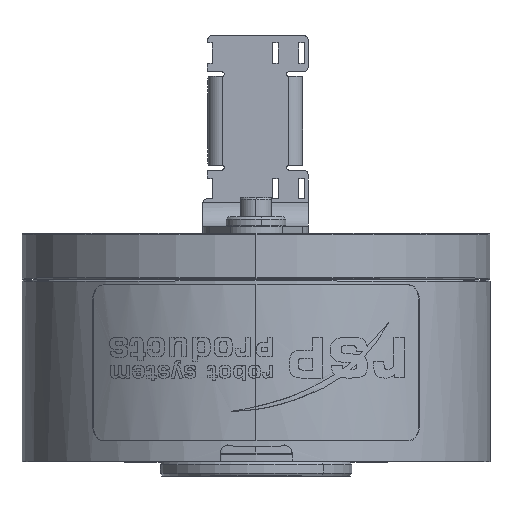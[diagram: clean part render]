
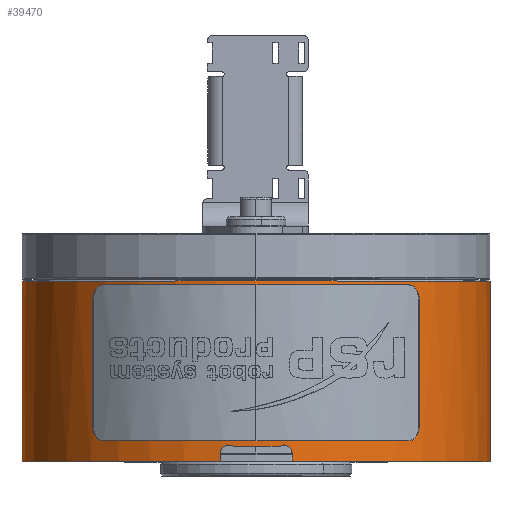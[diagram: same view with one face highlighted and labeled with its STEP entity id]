
A CAD part, top view. The second image highlights one B-rep face of the part: STEP entity #39470.
In plain terms, the highlighted cylindrical face has radius 97.5 mm (diameter 195 mm), a partial arc.
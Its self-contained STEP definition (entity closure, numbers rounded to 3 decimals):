
#118 = ORIENTED_EDGE ( 'NONE', *, *, #17828, .T. ) ;
#475 = DIRECTION ( 'NONE',  ( 1., 0., 0. ) ) ;
#2504 = DIRECTION ( 'NONE',  ( 0., 1., 0. ) ) ;
#2701 = CARTESIAN_POINT ( 'NONE',  ( -97.5, 81.55, 0. ) ) ;
#3490 = ORIENTED_EDGE ( 'NONE', *, *, #26636, .F. ) ;
#3514 = LINE ( 'NONE', #2701, #26537 ) ;
#4928 = FACE_OUTER_BOUND ( 'NONE', #36539, .T. ) ;
#5000 = CARTESIAN_POINT ( 'NONE',  ( -4.02, 11.807, 97.748 ) ) ;
#5683 = VECTOR ( 'NONE', #10595, 1000. ) ;
#6652 = CARTESIAN_POINT ( 'NONE',  ( -13.909, 11.744, 96.503 ) ) ;
#6955 = CARTESIAN_POINT ( 'NONE',  ( -14.937, 9.981, 96.349 ) ) ;
#6973 = CARTESIAN_POINT ( 'NONE',  ( 0., 81.05, 0. ) ) ;
#7340 = CIRCLE ( 'NONE', #20791, 97.5 ) ;
#7405 = DIRECTION ( 'NONE',  ( 0., 1., 0. ) ) ;
#8145 = ORIENTED_EDGE ( 'NONE', *, *, #30024, .F. ) ;
#8799 = CARTESIAN_POINT ( 'NONE',  ( 97.5, 5.95, 0. ) ) ;
#9052 = VERTEX_POINT ( 'NONE', #15229 ) ;
#9421 = VERTEX_POINT ( 'NONE', #29123 ) ;
#9964 = CARTESIAN_POINT ( 'NONE',  ( 14.056, 11.607, 96.482 ) ) ;
#9991 = DIRECTION ( 'NONE',  ( 1., 0., 0. ) ) ;
#10429 = CARTESIAN_POINT ( 'NONE',  ( -14.469, 11.131, 96.421 ) ) ;
#10595 = DIRECTION ( 'NONE',  ( 0., -1., 0. ) ) ;
#11012 = ORIENTED_EDGE ( 'NONE', *, *, #28994, .T. ) ;
#11936 = EDGE_CURVE ( 'NONE', #24918, #18246, #15701, .T. ) ;
#12232 = LINE ( 'NONE', #40911, #31256 ) ;
#12243 = CARTESIAN_POINT ( 'NONE',  ( 4.02, 11.807, 97.748 ) ) ;
#14014 = CARTESIAN_POINT ( 'NONE',  ( 12., 12.378, 96.759 ) ) ;
#14188 = CARTESIAN_POINT ( 'NONE',  ( -12.417, 12.383, 96.706 ) ) ;
#14648 = LINE ( 'NONE', #35327, #5683 ) ;
#14725 = CARTESIAN_POINT ( 'NONE',  ( 15., 9.156, 96.339 ) ) ;
#15229 = CARTESIAN_POINT ( 'NONE',  ( 97.5, 81.05, 0. ) ) ;
#15701 =( BOUNDED_CURVE ( )  B_SPLINE_CURVE ( 3, ( #33980, #5000, #12243, #44687 ),
 .UNSPECIFIED., .F., .F. ) 
 B_SPLINE_CURVE_WITH_KNOTS ( ( 4, 4 ),
 ( 6.16, 6.407 ),
 .UNSPECIFIED. ) 
 CURVE ( )  GEOMETRIC_REPRESENTATION_ITEM ( )  RATIONAL_B_SPLINE_CURVE ( ( 1., 0.995, 0.995, 1. ) ) 
 REPRESENTATION_ITEM ( '' )  );
#15770 = EDGE_CURVE ( 'NONE', #9052, #26095, #7340, .T. ) ;
#16637 = VECTOR ( 'NONE', #35540, 1000. ) ;
#17248 = CARTESIAN_POINT ( 'NONE',  ( 0., 5.95, 0. ) ) ;
#17298 = CARTESIAN_POINT ( 'NONE',  ( 14.447, 11.124, 96.424 ) ) ;
#17373 = CARTESIAN_POINT ( 'NONE',  ( -97.5, 81.05, 0. ) ) ;
#17466 = CARTESIAN_POINT ( 'NONE',  ( -14.667, 10.772, 96.391 ) ) ;
#17518 = CARTESIAN_POINT ( 'NONE',  ( 15., 81.55, 96.339 ) ) ;
#17613 = CARTESIAN_POINT ( 'NONE',  ( -13.02, 12.256, 96.627 ) ) ;
#17774 = CARTESIAN_POINT ( 'NONE',  ( -12.208, 12.393, 96.733 ) ) ;
#17828 = EDGE_CURVE ( 'NONE', #45715, #24918, #41179, .T. ) ;
#18246 = VERTEX_POINT ( 'NONE', #46401 ) ;
#19385 = VERTEX_POINT ( 'NONE', #14725 ) ;
#20347 = EDGE_CURVE ( 'NONE', #9421, #43704, #46031, .T. ) ;
#20791 = AXIS2_PLACEMENT_3D ( 'NONE', #6973, #28093, #9991 ) ;
#20887 = CARTESIAN_POINT ( 'NONE',  ( 14.734, 10.575, 96.38 ) ) ;
#21035 = CARTESIAN_POINT ( 'NONE',  ( 14.327, 11.295, 96.442 ) ) ;
#22915 = ORIENTED_EDGE ( 'NONE', *, *, #40437, .T. ) ;
#23646 = CARTESIAN_POINT ( 'NONE',  ( -15., 9.156, 96.339 ) ) ;
#23822 = DIRECTION ( 'NONE',  ( 1., 0., 0. ) ) ;
#24432 = ORIENTED_EDGE ( 'NONE', *, *, #42672, .T. ) ;
#24475 = CARTESIAN_POINT ( 'NONE',  ( 15., 9.365, 96.339 ) ) ;
#24620 = CARTESIAN_POINT ( 'NONE',  ( 14.65, 10.765, 96.393 ) ) ;
#24634 = CARTESIAN_POINT ( 'NONE',  ( -12., 12.378, 96.759 ) ) ;
#24918 = VERTEX_POINT ( 'NONE', #33787 ) ;
#25275 = AXIS2_PLACEMENT_3D ( 'NONE', #35652, #46167, #32006 ) ;
#26095 = VERTEX_POINT ( 'NONE', #17373 ) ;
#26120 = LINE ( 'NONE', #17518, #16637 ) ;
#26537 = VECTOR ( 'NONE', #45850, 1000. ) ;
#26553 = VERTEX_POINT ( 'NONE', #46018 ) ;
#26587 = DIRECTION ( 'NONE',  ( 0., -1., 0. ) ) ;
#26636 = EDGE_CURVE ( 'NONE', #9052, #43704, #14648, .T. ) ;
#27712 = ORIENTED_EDGE ( 'NONE', *, *, #11936, .T. ) ;
#27771 = CARTESIAN_POINT ( 'NONE',  ( 14.918, 9.981, 96.352 ) ) ;
#27929 = CARTESIAN_POINT ( 'NONE',  ( -13.581, 11.988, 96.55 ) ) ;
#28093 = DIRECTION ( 'NONE',  ( 0., -1., 0. ) ) ;
#28994 = EDGE_CURVE ( 'NONE', #26553, #40758, #43112, .T. ) ;
#29123 = CARTESIAN_POINT ( 'NONE',  ( 15., 5.95, 96.339 ) ) ;
#29323 = CARTESIAN_POINT ( 'NONE',  ( 0., 5.95, 0. ) ) ;
#30024 = EDGE_CURVE ( 'NONE', #45715, #40758, #12232, .T. ) ;
#31256 = VECTOR ( 'NONE', #26587, 1000. ) ;
#31271 = CYLINDRICAL_SURFACE ( 'NONE', #25275, 97.5 ) ;
#31374 = CARTESIAN_POINT ( 'NONE',  ( 13.906, 11.747, 96.503 ) ) ;
#31822 = CARTESIAN_POINT ( 'NONE',  ( 12.816, 12.316, 96.654 ) ) ;
#31976 = CARTESIAN_POINT ( 'NONE',  ( 15., 9.156, 96.339 ) ) ;
#32006 = DIRECTION ( 'NONE',  ( -1., 0., 0. ) ) ;
#32851 = AXIS2_PLACEMENT_3D ( 'NONE', #29323, #7405, #475 ) ;
#33767 = CARTESIAN_POINT ( 'NONE',  ( -15., 5.95, 96.339 ) ) ;
#33787 = CARTESIAN_POINT ( 'NONE',  ( -12., 12.378, 96.759 ) ) ;
#33918 = ORIENTED_EDGE ( 'NONE', *, *, #15770, .T. ) ;
#33980 = CARTESIAN_POINT ( 'NONE',  ( -12., 12.378, 96.759 ) ) ;
#34568 = AXIS2_PLACEMENT_3D ( 'NONE', #17248, #2504, #23822 ) ;
#34980 = CARTESIAN_POINT ( 'NONE',  ( 12.412, 12.383, 96.707 ) ) ;
#34996 = CARTESIAN_POINT ( 'NONE',  ( -15., 9.574, 96.339 ) ) ;
#35145 = CARTESIAN_POINT ( 'NONE',  ( 12.207, 12.393, 96.733 ) ) ;
#35327 = CARTESIAN_POINT ( 'NONE',  ( 97.5, 81.55, 0. ) ) ;
#35490 = CARTESIAN_POINT ( 'NONE',  ( -12.824, 12.314, 96.653 ) ) ;
#35540 = DIRECTION ( 'NONE',  ( 0., -1., 0. ) ) ;
#35640 = CARTESIAN_POINT ( 'NONE',  ( -13.4, 12.093, 96.575 ) ) ;
#35652 = CARTESIAN_POINT ( 'NONE',  ( 0., 81.55, 0. ) ) ;
#36539 = EDGE_LOOP ( 'NONE', ( #3490, #33918, #43636, #11012, #8145, #118, #27712, #24432, #22915, #38000 ) ) ;
#38000 = ORIENTED_EDGE ( 'NONE', *, *, #20347, .T. ) ;
#38769 = CARTESIAN_POINT ( 'NONE',  ( 13.017, 12.257, 96.627 ) ) ;
#38931 = CARTESIAN_POINT ( 'NONE',  ( -14.059, 11.604, 96.481 ) ) ;
#39068 = CARTESIAN_POINT ( 'NONE',  ( 14.869, 10.181, 96.36 ) ) ;
#39235 = CARTESIAN_POINT ( 'NONE',  ( -15., 9.156, 96.339 ) ) ;
#39470 = ADVANCED_FACE ( 'NONE', ( #4928 ), #31271, .T. ) ;
#40437 = EDGE_CURVE ( 'NONE', #19385, #9421, #26120, .T. ) ;
#40617 = B_SPLINE_CURVE_WITH_KNOTS ( 'NONE', 3,
 ( #14014, #35145, #34980, #31822, #38769, #46284, #42391, #31374, #9964, #21035, #17298, #24620, #20887, #39068, #27771, #45994, #24475, #31976 ),
 .UNSPECIFIED., .F., .F.,
 ( 4, 2, 2, 2, 2, 2, 2, 2, 4 ),
 ( 0., 0.001, 0.001, 0.002, 0.002, 0.003, 0.004, 0.004, 0.005 ),
 .UNSPECIFIED. ) ;
#40758 = VERTEX_POINT ( 'NONE', #33767 ) ;
#40911 = CARTESIAN_POINT ( 'NONE',  ( -15., 81.55, 96.339 ) ) ;
#41179 = B_SPLINE_CURVE_WITH_KNOTS ( 'NONE', 3,
 ( #39235, #34996, #6955, #17466, #10429, #38931, #6652, #27929, #35640, #17613, #35490, #14188, #17774, #24634 ),
 .UNSPECIFIED., .F., .F.,
 ( 4, 2, 2, 2, 2, 2, 4 ),
 ( 0., 0.001, 0.002, 0.003, 0.004, 0.004, 0.005 ),
 .UNSPECIFIED. ) ;
#42391 = CARTESIAN_POINT ( 'NONE',  ( 13.573, 11.993, 96.551 ) ) ;
#42672 = EDGE_CURVE ( 'NONE', #18246, #19385, #40617, .T. ) ;
#43112 = CIRCLE ( 'NONE', #34568, 97.5 ) ;
#43636 = ORIENTED_EDGE ( 'NONE', *, *, #44351, .T. ) ;
#43704 = VERTEX_POINT ( 'NONE', #8799 ) ;
#44351 = EDGE_CURVE ( 'NONE', #26095, #26553, #3514, .T. ) ;
#44687 = CARTESIAN_POINT ( 'NONE',  ( 12., 12.378, 96.759 ) ) ;
#45715 = VERTEX_POINT ( 'NONE', #23646 ) ;
#45850 = DIRECTION ( 'NONE',  ( 0., -1., 0. ) ) ;
#45994 = CARTESIAN_POINT ( 'NONE',  ( 14.984, 9.573, 96.342 ) ) ;
#46018 = CARTESIAN_POINT ( 'NONE',  ( -97.5, 5.95, 0. ) ) ;
#46031 = CIRCLE ( 'NONE', #32851, 97.5 ) ;
#46167 = DIRECTION ( 'NONE',  ( 0., -1., 0. ) ) ;
#46284 = CARTESIAN_POINT ( 'NONE',  ( 13.394, 12.096, 96.576 ) ) ;
#46401 = CARTESIAN_POINT ( 'NONE',  ( 12., 12.378, 96.759 ) ) ;
